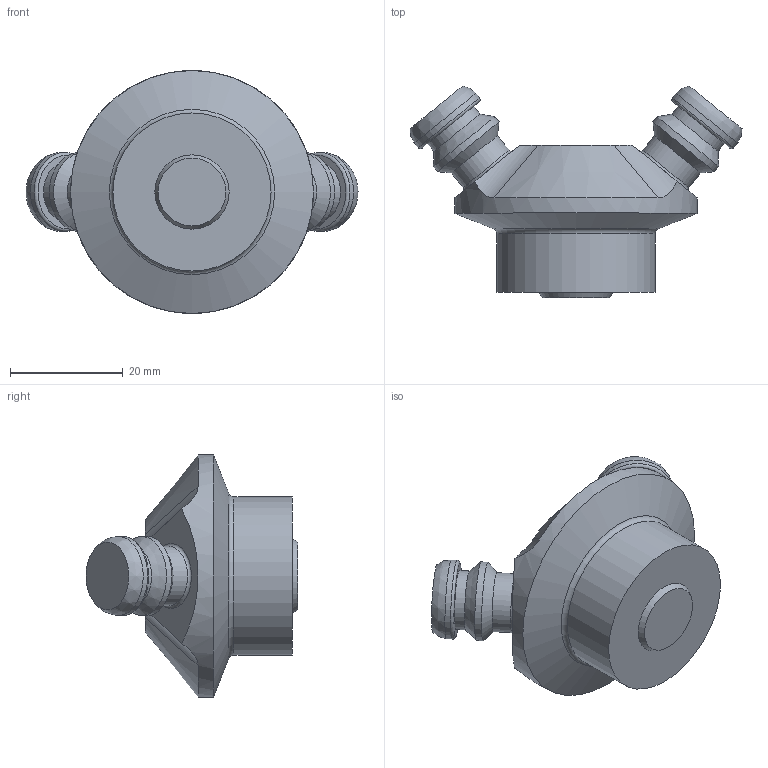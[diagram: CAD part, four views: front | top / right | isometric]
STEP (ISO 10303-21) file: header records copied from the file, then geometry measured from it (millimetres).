
FILE_DESCRIPTION(/* description */ (''),/* implementation_level */ '2;1');
FILE_NAME(/* name */ '440014.stp',/* time_stamp */ '2023-09-12T08:43:21+02:00',/* author */ ('mbs'),/* organization */ (''),/* preprocessor_version */ 'ST-DEVELOPER v18.1',/* originating_system */ 'Autodesk Inventor 2022',/* authorisation */ '');
FILE_SCHEMA (('AUTOMOTIVE_DESIGN { 1 0 10303 214 3 1 1 }'));
Length unit declared in the file: millimetre
Products named in the file (1): 440014
Bounding box: 58.78 x 37.51 x 43 mm (x, y, z)
Volume: 25195.5 mm3; surface area: 6097.1 mm2
Topology: 1 solids, 1 shells, 38 faces, 84 edges, 53 vertices
Faces by surface type: cylinder 14, plane 9, cone 8, torus 5, bspline 2
Full cylindrical faces by diameter (mm): 10.5 x4, 14 x4, 28 x1, 43 x1
Entity records: 1228 total; most frequent: CARTESIAN_POINT 256, DIRECTION 212, ORIENTED_EDGE 168, AXIS2_PLACEMENT_3D 95, EDGE_CURVE 84, VERTEX_POINT 53, CIRCLE 47, EDGE_LOOP 43
